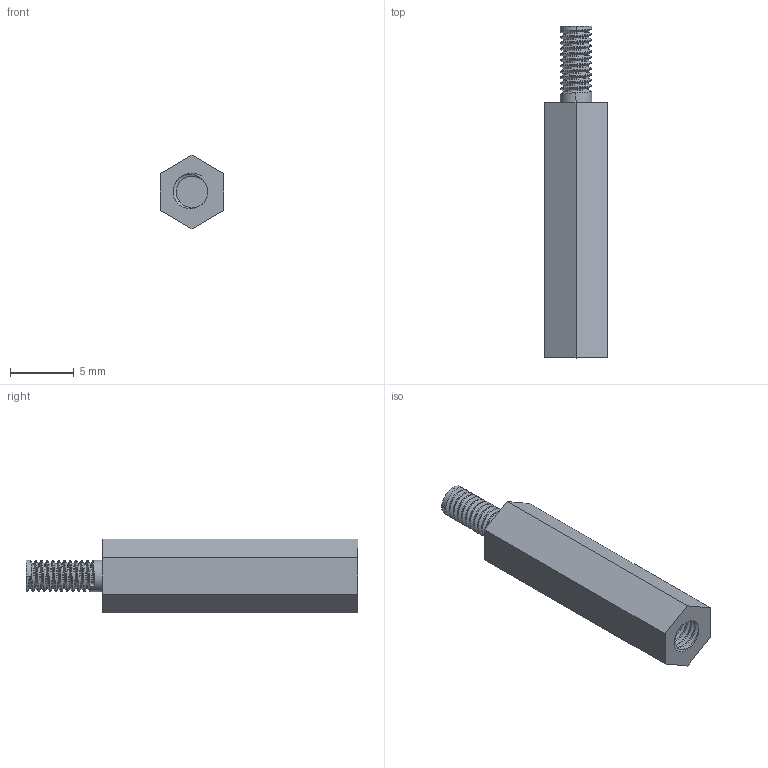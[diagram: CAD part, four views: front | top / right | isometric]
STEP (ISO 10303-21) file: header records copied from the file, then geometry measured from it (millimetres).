
FILE_DESCRIPTION (( 'STEP AP214' ), '1' );
FILE_NAME ('971200154.STEP', '2024-02-12T09:59:40', ( '' ), ( '' ), 'SwSTEP 2.0', 'SolidWorks 2021', '' );
FILE_SCHEMA (( 'AUTOMOTIVE_DESIGN' ));
Length unit declared in the file: millimetre
Products named in the file (1): 971200154
Bounding box: 5 x 26 x 5.77 mm (x, y, z)
Volume: 422.3 mm3; surface area: 535.1 mm2
Topology: 1 solids, 1 shells, 71 faces, 197 edges, 130 vertices
Faces by surface type: cylinder 52, plane 13, bspline 6
Entity records: 5066 total; most frequent: CARTESIAN_POINT 3564, ORIENTED_EDGE 394, DIRECTION 223, EDGE_CURVE 197, VERTEX_POINT 130, AXIS2_PLACEMENT_3D 75, VECTOR 73, EDGE_LOOP 73
